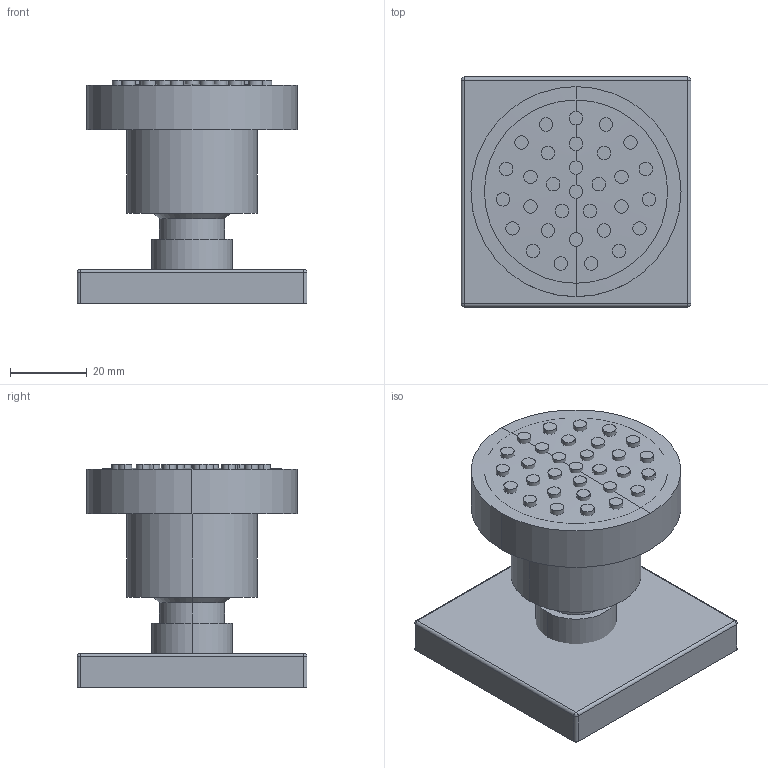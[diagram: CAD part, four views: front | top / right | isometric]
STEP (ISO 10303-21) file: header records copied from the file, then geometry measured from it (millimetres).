
FILE_DESCRIPTION (( 'STEP AP203' ), '1' );
FILE_NAME ('28518782-00.STEP', '2018-07-03T14:49:25', ( '' ), ( '' ), 'SwSTEP 2.0', 'SolidWorks 2017', '' );
FILE_SCHEMA (( 'CONFIG_CONTROL_DESIGN' ));
Length unit declared in the file: millimetre
Products named in the file (4): Planungsmodell_Strahlmatte-+-28.518.780-10_ _K1; 28518782-00; Planungsmodell_Seitenbrause-+-28.518.780-20_ _K3; Planungsmodell_Abdeckung-+-33.543.780-01_ _K81_60x9x60
Assembly tree (3 placements, depth 2):
  28518782-00
    Planungsmodell_Seitenbrause-+-28.518.780-20_ _K3
    Planungsmodell_Abdeckung-+-33.543.780-01_ _K81_60x9x60
    Planungsmodell_Strahlmatte-+-28.518.780-10_ _K1
Bounding box: 60 x 60 x 58.4 mm (x, y, z)
Volume: 88622.6 mm3; surface area: 24033.1 mm2
Topology: 3 solids, 3 shells, 131 faces, 264 edges, 169 vertices
Faces by surface type: cylinder 80, plane 43, sphere 6, cone 2
Entity records: 3870 total; most frequent: DIRECTION 700, CARTESIAN_POINT 566, ORIENTED_EDGE 520, AXIS2_PLACEMENT_3D 303, EDGE_CURVE 260, VERTEX_POINT 169, CIRCLE 166, EDGE_LOOP 165
